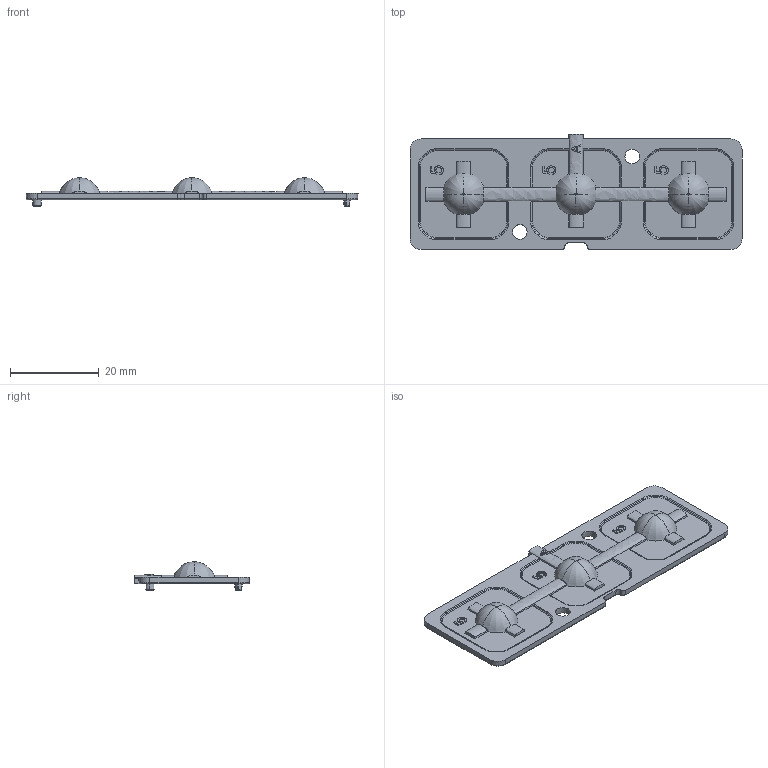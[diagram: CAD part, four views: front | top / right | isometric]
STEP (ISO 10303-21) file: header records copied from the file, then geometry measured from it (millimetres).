
FILE_DESCRIPTION (( 'STEP AP214' ), '1' );
FILE_NAME ('12780_70293_Rev-2_MH5x3_Customer.STEP', '2015-09-29T10:43:38', ( '' ), ( '' ), 'SwSTEP 2.0', 'SolidWorks 2014', '' );
FILE_SCHEMA (( 'AUTOMOTIVE_DESIGN' ));
Length unit declared in the file: millimetre
Products named in the file (1): 12780_70293_Rev-2_MH5x3_Customer
Bounding box: 75 x 26 x 6.4 mm (x, y, z)
Volume: 2649.7 mm3; surface area: 4329.9 mm2
Topology: 1 solids, 1 shells, 474 faces, 1204 edges, 730 vertices
Faces by surface type: cylinder 149, plane 124, torus 112, bspline 58, sphere 17, cone 14
Entity records: 17601 total; most frequent: CARTESIAN_POINT 6543, ORIENTED_EDGE 2372, DIRECTION 2267, EDGE_CURVE 1186, AXIS2_PLACEMENT_3D 878, VERTEX_POINT 730, LINE 511, VECTOR 511
